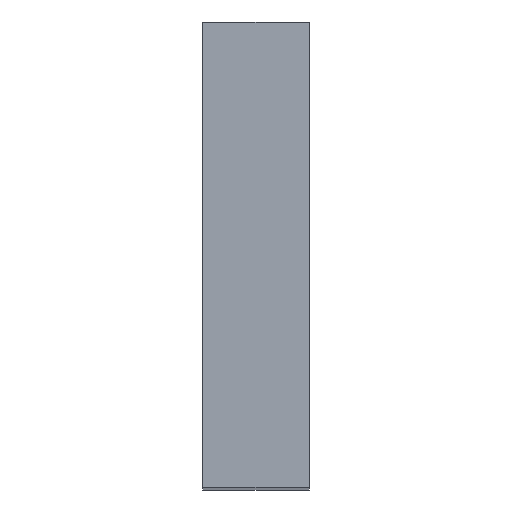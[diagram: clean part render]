
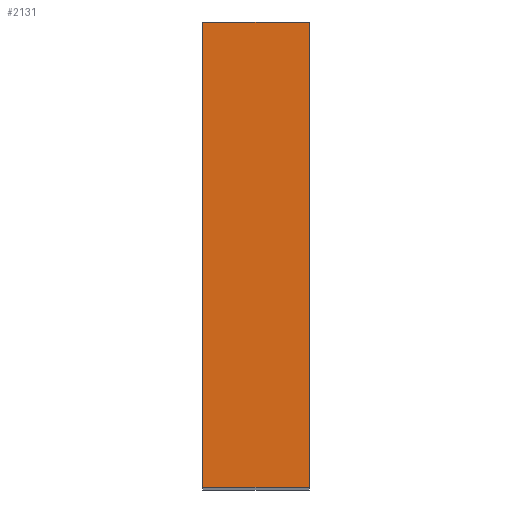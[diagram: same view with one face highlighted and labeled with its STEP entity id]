
A CAD part, top view. The second image highlights one B-rep face of the part: STEP entity #2131.
In plain terms, the highlighted planar face has unit normal (0, 0, 1).
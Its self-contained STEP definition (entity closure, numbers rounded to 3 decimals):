
#230=FACE_OUTER_BOUND('',#386,.T.);
#386=EDGE_LOOP('',(#1706,#1707,#1708,#1709));
#600=LINE('',#3320,#830);
#614=LINE('',#3381,#844);
#615=LINE('',#3383,#845);
#616=LINE('',#3384,#846);
#830=VECTOR('',#2701,10.);
#844=VECTOR('',#2759,10.);
#845=VECTOR('',#2760,10.);
#846=VECTOR('',#2761,10.);
#1045=VERTEX_POINT('',#3317);
#1046=VERTEX_POINT('',#3319);
#1071=VERTEX_POINT('',#3380);
#1072=VERTEX_POINT('',#3382);
#1282=EDGE_CURVE('',#1045,#1046,#600,.T.);
#1312=EDGE_CURVE('',#1071,#1046,#614,.T.);
#1313=EDGE_CURVE('',#1072,#1045,#615,.T.);
#1314=EDGE_CURVE('',#1072,#1071,#616,.T.);
#1706=ORIENTED_EDGE('',*,*,#1312,.T.);
#1707=ORIENTED_EDGE('',*,*,#1282,.F.);
#1708=ORIENTED_EDGE('',*,*,#1313,.F.);
#1709=ORIENTED_EDGE('',*,*,#1314,.T.);
#2037=PLANE('',#2309);
#2131=ADVANCED_FACE('',(#230),#2037,.T.);
#2309=AXIS2_PLACEMENT_3D('',#3379,#2757,#2758);
#2701=DIRECTION('',(0.,-1.,0.));
#2757=DIRECTION('center_axis',(0.,0.,1.));
#2758=DIRECTION('ref_axis',(1.,0.,0.));
#2759=DIRECTION('',(1.,0.,0.));
#2760=DIRECTION('',(1.,0.,0.));
#2761=DIRECTION('',(0.,-1.,0.));
#3317=CARTESIAN_POINT('',(11.5,50.,200.));
#3319=CARTESIAN_POINT('',(11.5,-7.,200.));
#3320=CARTESIAN_POINT('',(11.5,0.,200.));
#3379=CARTESIAN_POINT('Origin',(5.,25.,200.));
#3380=CARTESIAN_POINT('',(-1.5,-7.,200.));
#3381=CARTESIAN_POINT('',(0.,-7.,200.));
#3382=CARTESIAN_POINT('',(-1.5,50.,200.));
#3383=CARTESIAN_POINT('',(10.,50.,200.));
#3384=CARTESIAN_POINT('',(-1.5,50.,200.));
